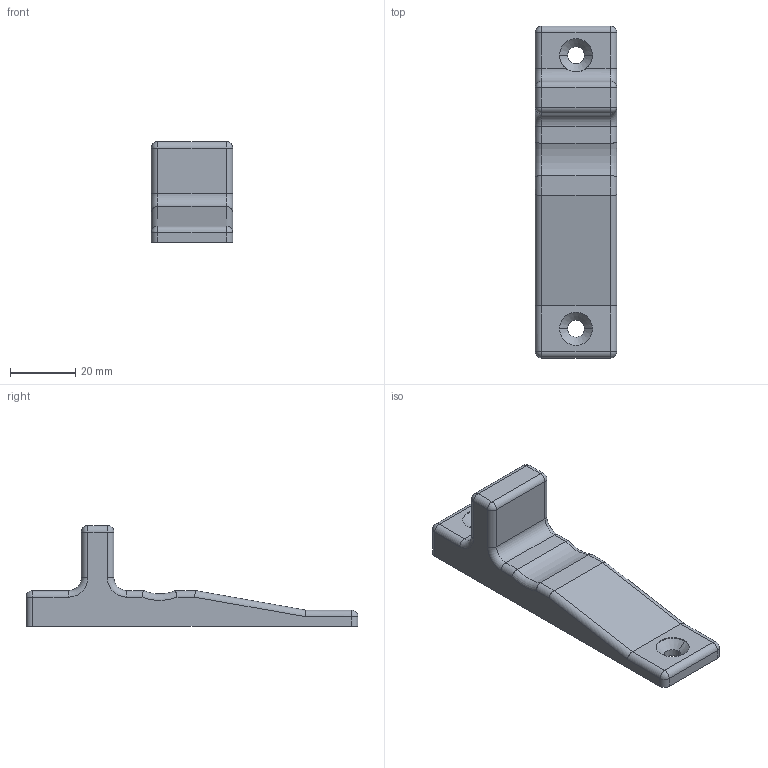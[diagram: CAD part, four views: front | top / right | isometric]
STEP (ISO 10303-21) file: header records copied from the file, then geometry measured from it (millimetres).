
FILE_DESCRIPTION (( 'STEP AP203' ), '1' );
FILE_NAME ('FA-836S-2.STEP', '2016-07-27T02:41:39', ( '' ), ( '' ), 'SwSTEP 2.0', 'SolidWorks 2014', '' );
FILE_SCHEMA (( 'CONFIG_CONTROL_DESIGN' ));
Length unit declared in the file: millimetre
Products named in the file (1): FA-836S-2
Bounding box: 25 x 102 x 31 mm (x, y, z)
Volume: 21412.8 mm3; surface area: 9240.6 mm2
Topology: 1 solids, 1 shells, 76 faces, 182 edges, 100 vertices
Faces by surface type: cylinder 39, plane 19, sphere 8, torus 6, cone 4
Entity records: 2241 total; most frequent: CARTESIAN_POINT 430, DIRECTION 388, ORIENTED_EDGE 348, EDGE_CURVE 174, AXIS2_PLACEMENT_3D 148, VERTEX_POINT 100, VECTOR 92, LINE 92
